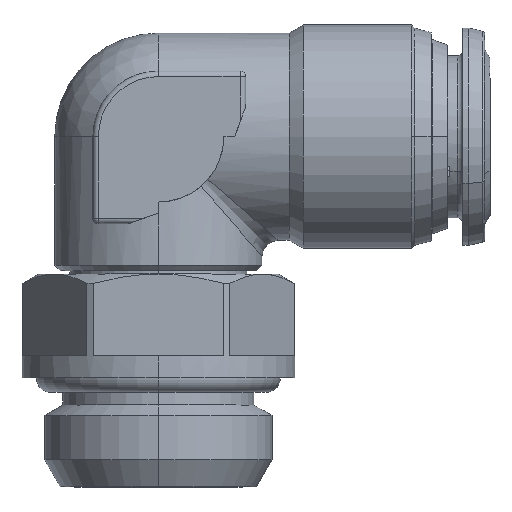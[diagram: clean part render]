
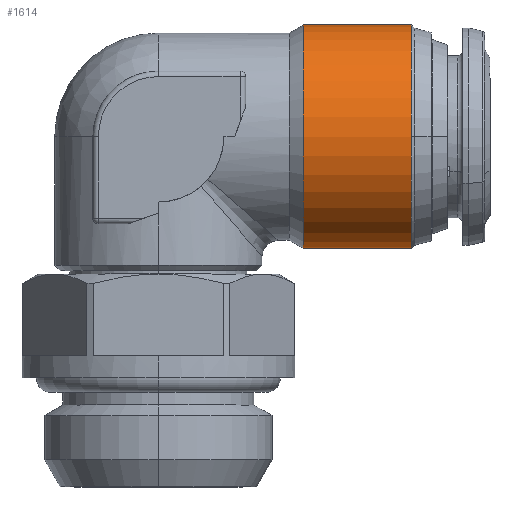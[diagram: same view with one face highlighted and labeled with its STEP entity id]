
A CAD part, top view. The second image highlights one B-rep face of the part: STEP entity #1614.
In plain terms, the highlighted cylindrical face has radius 10.25 mm (diameter 20.5 mm), a partial arc.
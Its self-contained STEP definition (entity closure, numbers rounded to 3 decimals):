
#212 = CARTESIAN_POINT ( 'NONE',  ( 25.8, 25.8, 0. ) ) ;
#213 = DIRECTION ( 'NONE',  ( 1., 0., 0. ) ) ;
#221 = DIRECTION ( 'NONE',  ( 0., 1., 0. ) ) ;
#1056 = CIRCLE ( 'NONE', #3548, 10.25 ) ;
#1075 = CIRCLE ( 'NONE', #3556, 10.25 ) ;
#1094 = LINE ( 'NONE', #4787, #1096 ) ;
#1096 = VECTOR ( 'NONE', #4801, 1000. ) ;
#1098 = CIRCLE ( 'NONE', #3558, 10.25 ) ;
#1099 = LINE ( 'NONE', #4784, #1101 ) ;
#1101 = VECTOR ( 'NONE', #4788, 1000. ) ;
#1614 = ADVANCED_FACE ( 'NONE', ( #2277 ), #2285, .T. ) ;
#1679 = ORIENTED_EDGE ( 'NONE', *, *, #1890, .F. ) ;
#1680 = ORIENTED_EDGE ( 'NONE', *, *, #1857, .T. ) ;
#1681 = ORIENTED_EDGE ( 'NONE', *, *, #1889, .T. ) ;
#1682 = ORIENTED_EDGE ( 'NONE', *, *, #1888, .T. ) ;
#1683 = ORIENTED_EDGE ( 'NONE', *, *, #1869, .T. ) ;
#1857 = EDGE_CURVE ( 'NONE', #5868, #5864, #1056, .T. ) ;
#1869 = EDGE_CURVE ( 'NONE', #5852, #5851, #1075, .T. ) ;
#1888 = EDGE_CURVE ( 'NONE', #5851, #5845, #1094, .T. ) ;
#1889 = EDGE_CURVE ( 'NONE', #5845, #5868, #1098, .T. ) ;
#1890 = EDGE_CURVE ( 'NONE', #5852, #5864, #1099, .T. ) ;
#2277 = FACE_OUTER_BOUND ( 'NONE', #3718, .T. ) ;
#2285 = CYLINDRICAL_SURFACE ( 'NONE', #3457, 10.25 ) ;
#3457 = AXIS2_PLACEMENT_3D ( 'NONE', #212, #213, #221 ) ;
#3548 = AXIS2_PLACEMENT_3D ( 'NONE', #6532, #6533, #6534 ) ;
#3556 = AXIS2_PLACEMENT_3D ( 'NONE', #4715, #4716, #4717 ) ;
#3558 = AXIS2_PLACEMENT_3D ( 'NONE', #4803, #4804, #4805 ) ;
#3718 = EDGE_LOOP ( 'NONE', ( #1683, #1682, #1681, #1680, #1679 ) ) ;
#4715 = CARTESIAN_POINT ( 'NONE',  ( 13.299, 25.8, 0. ) ) ;
#4716 = DIRECTION ( 'NONE',  ( 1., 0., 0. ) ) ;
#4717 = DIRECTION ( 'NONE',  ( 0., 1., 0. ) ) ;
#4784 = CARTESIAN_POINT ( 'NONE',  ( 25.8, 36.05, 0. ) ) ;
#4787 = CARTESIAN_POINT ( 'NONE',  ( 25.8, 15.55, 0. ) ) ;
#4788 = DIRECTION ( 'NONE',  ( 1., 0., 0. ) ) ;
#4801 = DIRECTION ( 'NONE',  ( 1., 0., 0. ) ) ;
#4803 = CARTESIAN_POINT ( 'NONE',  ( 23.202, 25.8, 0. ) ) ;
#4804 = DIRECTION ( 'NONE',  ( -1., 0., 0. ) ) ;
#4805 = DIRECTION ( 'NONE',  ( 0., 0., 1. ) ) ;
#5653 = CARTESIAN_POINT ( 'NONE',  ( 23.202, 15.55, 0. ) ) ;
#5659 = CARTESIAN_POINT ( 'NONE',  ( 13.299, 15.55, 0. ) ) ;
#5660 = CARTESIAN_POINT ( 'NONE',  ( 13.299, 36.05, 0. ) ) ;
#5670 = CARTESIAN_POINT ( 'NONE',  ( 23.202, 36.05, 0. ) ) ;
#5674 = CARTESIAN_POINT ( 'NONE',  ( 23.202, 25.8, 10.25 ) ) ;
#5845 = VERTEX_POINT ( 'NONE', #5653 ) ;
#5851 = VERTEX_POINT ( 'NONE', #5659 ) ;
#5852 = VERTEX_POINT ( 'NONE', #5660 ) ;
#5864 = VERTEX_POINT ( 'NONE', #5670 ) ;
#5868 = VERTEX_POINT ( 'NONE', #5674 ) ;
#6532 = CARTESIAN_POINT ( 'NONE',  ( 23.202, 25.8, 0. ) ) ;
#6533 = DIRECTION ( 'NONE',  ( -1., 0., 0. ) ) ;
#6534 = DIRECTION ( 'NONE',  ( 0., 0., 1. ) ) ;
